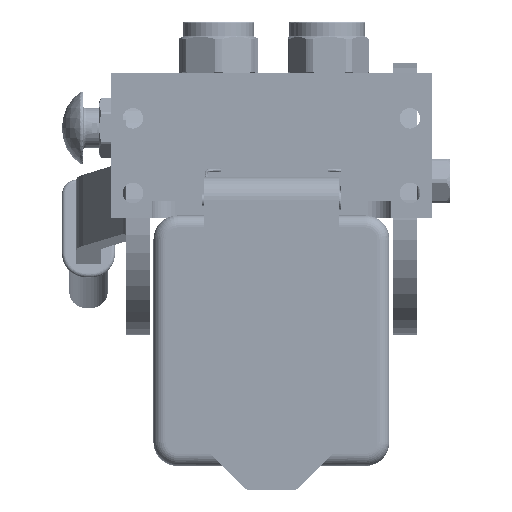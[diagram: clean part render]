
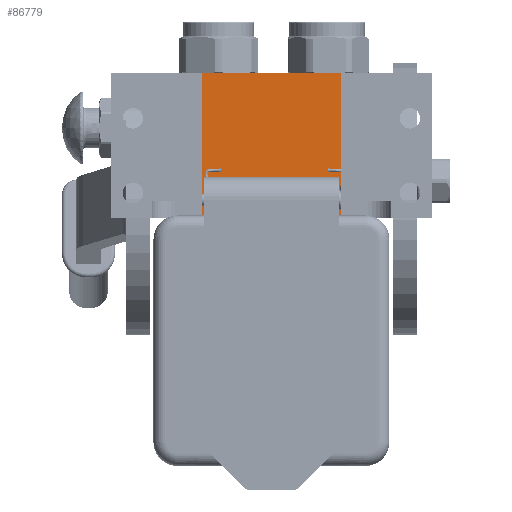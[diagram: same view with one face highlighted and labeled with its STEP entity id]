
A CAD part, left-side view. The second image highlights one B-rep face of the part: STEP entity #86779.
In plain terms, the highlighted face is planar.
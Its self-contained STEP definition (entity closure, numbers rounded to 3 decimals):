
#1652 = VERTEX_POINT ( 'NONE', #112487 ) ;
#3235 = LINE ( 'NONE', #106223, #7580 ) ;
#7457 = EDGE_LOOP ( 'NONE', ( #18000, #30499, #73585, #17655 ) ) ;
#7580 = VECTOR ( 'NONE', #47588, 1000. ) ;
#8309 = CARTESIAN_POINT ( 'NONE',  ( 29., 60.2, -107.5 ) ) ;
#9693 = EDGE_CURVE ( 'NONE', #75129, #16055, #66795, .T. ) ;
#12311 = AXIS2_PLACEMENT_3D ( 'NONE', #14267, #61473, #23192 ) ;
#14267 = CARTESIAN_POINT ( 'NONE',  ( 29., 0., -107.5 ) ) ;
#16055 = VERTEX_POINT ( 'NONE', #77569 ) ;
#17655 = ORIENTED_EDGE ( 'NONE', *, *, #9693, .T. ) ;
#18000 = ORIENTED_EDGE ( 'NONE', *, *, #46955, .T. ) ;
#23109 = VECTOR ( 'NONE', #95038, 1000. ) ;
#23192 = DIRECTION ( 'NONE',  ( -1., 0., 0. ) ) ;
#26414 = EDGE_CURVE ( 'NONE', #75129, #64839, #3235, .T. ) ;
#30499 = ORIENTED_EDGE ( 'NONE', *, *, #101146, .F. ) ;
#35766 = VECTOR ( 'NONE', #68428, 1000. ) ;
#42353 = LINE ( 'NONE', #8309, #115191 ) ;
#46955 = EDGE_CURVE ( 'NONE', #16055, #1652, #94149, .T. ) ;
#47588 = DIRECTION ( 'NONE',  ( 0., 1., 0. ) ) ;
#51078 = CARTESIAN_POINT ( 'NONE',  ( 29., 60.2, -107.5 ) ) ;
#55098 = DIRECTION ( 'NONE',  ( -1., 0., 0. ) ) ;
#61473 = DIRECTION ( 'NONE',  ( 0., 0., -1. ) ) ;
#64839 = VERTEX_POINT ( 'NONE', #51078 ) ;
#66795 = LINE ( 'NONE', #103991, #23109 ) ;
#68428 = DIRECTION ( 'NONE',  ( 0., 1., 0. ) ) ;
#69165 = FACE_OUTER_BOUND ( 'NONE', #7457, .T. ) ;
#73585 = ORIENTED_EDGE ( 'NONE', *, *, #26414, .F. ) ;
#74561 = CARTESIAN_POINT ( 'NONE',  ( 29., 0., -107.5 ) ) ;
#75129 = VERTEX_POINT ( 'NONE', #74561 ) ;
#77569 = CARTESIAN_POINT ( 'NONE',  ( -29., 0., -107.5 ) ) ;
#86779 = ADVANCED_FACE ( 'NONE', ( #69165 ), #108279, .T. ) ;
#94149 = LINE ( 'NONE', #97356, #35766 ) ;
#95038 = DIRECTION ( 'NONE',  ( -1., 0., 0. ) ) ;
#97356 = CARTESIAN_POINT ( 'NONE',  ( -29., 0., -107.5 ) ) ;
#101146 = EDGE_CURVE ( 'NONE', #64839, #1652, #42353, .T. ) ;
#103991 = CARTESIAN_POINT ( 'NONE',  ( 29., 0., -107.5 ) ) ;
#106223 = CARTESIAN_POINT ( 'NONE',  ( 29., 0., -107.5 ) ) ;
#108279 = PLANE ( 'NONE',  #12311 ) ;
#112487 = CARTESIAN_POINT ( 'NONE',  ( -29., 60.2, -107.5 ) ) ;
#115191 = VECTOR ( 'NONE', #55098, 1000. ) ;
